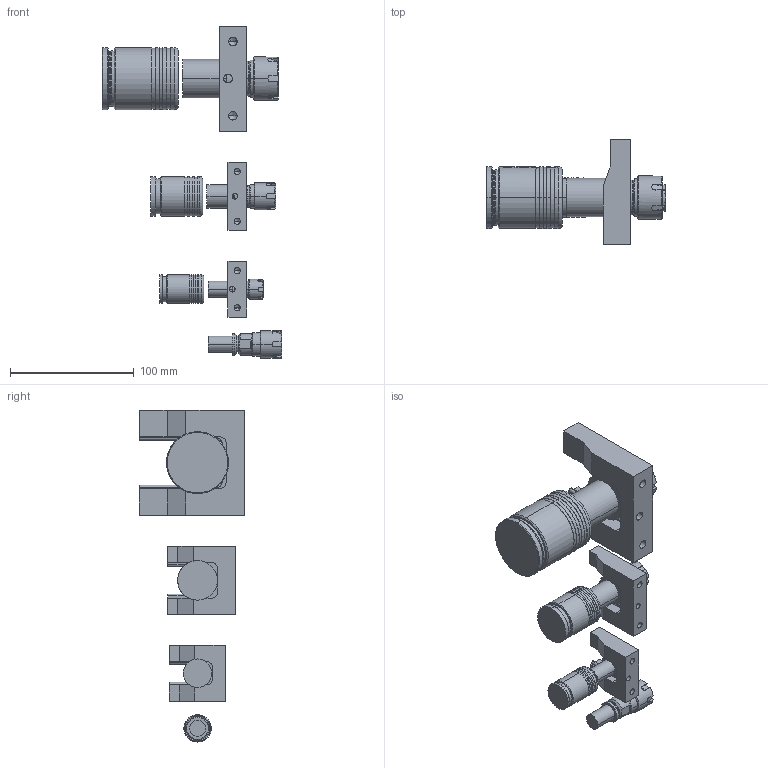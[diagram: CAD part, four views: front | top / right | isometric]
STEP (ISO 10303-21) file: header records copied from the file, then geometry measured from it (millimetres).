
FILE_DESCRIPTION((''),'2;1');
FILE_NAME('AOCS_BUNDLE_ASM','2025-03-17T15:02:04',('fkirschmann'),('Bilz Werkzeugfabrik GmbH+Co'),'CREO PARAMETRIC BY PTC INC, 2023134','CREO PARAMETRIC BY PTC INC, 2023134','');
FILE_SCHEMA(('AP242_MANAGED_MODEL_BASED_3D_ENGINEERING_MIM_LF { 1 0 10303 442 1 1 4 }'));
Length unit declared in the file: millimetre
Products named in the file (14): AOC0; 5161418-V_; 5161419-V_; 5162292-V_; AOCS0_ASM; AOC1; 5162473-V_; 5183126-V_; AOCS1_ASM; AOC2; 5162475-V_; 5169203-V_; AOCS2_ASM; AOCS_BUNDLE_ASM
Assembly tree (13 placements, depth 3):
  AOCS_BUNDLE_ASM
    AOCS0_ASM
      AOC0
      5161418-V_
      5161419-V_
      5162292-V_
    AOCS1_ASM
      AOC1
      5162473-V_
      5183126-V_
    AOCS2_ASM
      AOC2
      5162475-V_
      5169203-V_
Bounding box: 145.1 x 85 x 268 mm (x, y, z)
Volume: 338374.2 mm3; surface area: 98157.8 mm2
Topology: 10 solids, 10 shells, 922 faces, 2336 edges, 1489 vertices
Faces by surface type: plane 316, cylinder 241, extrusion 169, cone 160, torus 36
Entity records: 36658 total; most frequent: CARTESIAN_POINT 9646, ORIENTED_EDGE 4632, DIRECTION 4266, EDGE_CURVE 2316, AXIS2_PLACEMENT_3D 1526, VERTEX_POINT 1489, VECTOR 1214, LINE 1045
